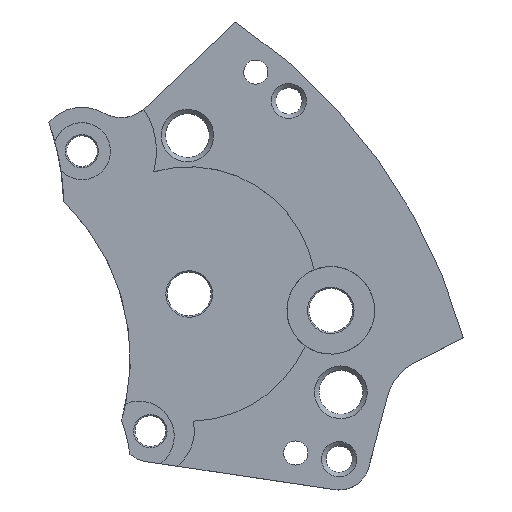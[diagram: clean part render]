
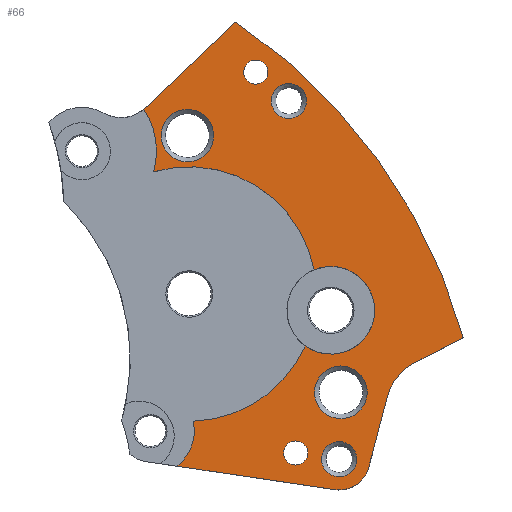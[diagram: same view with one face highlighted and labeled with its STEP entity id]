
A CAD part, top view. The second image highlights one B-rep face of the part: STEP entity #66.
In plain terms, the highlighted planar face has unit normal (0, 0, 1).
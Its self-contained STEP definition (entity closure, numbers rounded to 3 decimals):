
#66=ADVANCED_FACE('',(#219,#221,#223,#225,#227,#229,#231),#233,.T.);
#219=FACE_BOUND('',#220,.T.);
#220=EDGE_LOOP('',(#705,#706,#707,#708,#709,#710,#711,#712,#713,#714,#715,#716,#717,
#718));
#221=FACE_BOUND('',#222,.T.);
#222=EDGE_LOOP('',(#719));
#223=FACE_BOUND('',#224,.T.);
#224=EDGE_LOOP('',(#720));
#225=FACE_BOUND('',#226,.T.);
#226=EDGE_LOOP('',(#721));
#227=FACE_BOUND('',#228,.T.);
#228=EDGE_LOOP('',(#722));
#229=FACE_BOUND('',#230,.T.);
#230=EDGE_LOOP('',(#723));
#231=FACE_BOUND('',#232,.T.);
#232=EDGE_LOOP('',(#724));
#233=PLANE('',#234);
#234=AXIS2_PLACEMENT_3D('',#235,#236,#237);
#235=CARTESIAN_POINT('',(100.,-100.,0.95));
#236=DIRECTION('',(0.,0.,1.));
#237=DIRECTION('',(0.,1.,0.));
#705=ORIENTED_EDGE('',*,*,#940,.T.);
#706=ORIENTED_EDGE('',*,*,#941,.T.);
#707=ORIENTED_EDGE('',*,*,#942,.T.);
#708=ORIENTED_EDGE('',*,*,#943,.T.);
#709=ORIENTED_EDGE('',*,*,#916,.T.);
#710=ORIENTED_EDGE('',*,*,#914,.T.);
#711=ORIENTED_EDGE('',*,*,#944,.T.);
#712=ORIENTED_EDGE('',*,*,#945,.T.);
#713=ORIENTED_EDGE('',*,*,#946,.T.);
#714=ORIENTED_EDGE('',*,*,#947,.T.);
#715=ORIENTED_EDGE('',*,*,#948,.T.);
#716=ORIENTED_EDGE('',*,*,#949,.T.);
#717=ORIENTED_EDGE('',*,*,#950,.T.);
#718=ORIENTED_EDGE('',*,*,#951,.T.);
#719=ORIENTED_EDGE('',*,*,#952,.T.);
#720=ORIENTED_EDGE('',*,*,#953,.T.);
#721=ORIENTED_EDGE('',*,*,#907,.T.);
#722=ORIENTED_EDGE('',*,*,#954,.T.);
#723=ORIENTED_EDGE('',*,*,#955,.T.);
#724=ORIENTED_EDGE('',*,*,#956,.T.);
#907=EDGE_CURVE('',#1044,#1044,#1045,.F.);
#914=EDGE_CURVE('',#1058,#1056,#1059,.T.);
#916=EDGE_CURVE('',#1061,#1058,#1062,.T.);
#940=EDGE_CURVE('',#1102,#1103,#1104,.F.);
#941=EDGE_CURVE('',#1103,#1105,#1106,.F.);
#942=EDGE_CURVE('',#1105,#1107,#1108,.F.);
#943=EDGE_CURVE('',#1107,#1061,#1109,.F.);
#944=EDGE_CURVE('',#1056,#1110,#1111,.T.);
#945=EDGE_CURVE('',#1110,#1112,#1113,.T.);
#946=EDGE_CURVE('',#1112,#1114,#1115,.T.);
#947=EDGE_CURVE('',#1114,#1116,#1117,.T.);
#948=EDGE_CURVE('',#1116,#1118,#1119,.T.);
#949=EDGE_CURVE('',#1118,#1120,#1121,.T.);
#950=EDGE_CURVE('',#1120,#1122,#1123,.F.);
#951=EDGE_CURVE('',#1122,#1102,#1124,.F.);
#952=EDGE_CURVE('',#1125,#1125,#1126,.F.);
#953=EDGE_CURVE('',#1127,#1127,#1128,.F.);
#954=EDGE_CURVE('',#1129,#1129,#1130,.F.);
#955=EDGE_CURVE('',#1131,#1131,#1132,.F.);
#956=EDGE_CURVE('',#1133,#1133,#1134,.F.);
#1044=VERTEX_POINT('',#1299);
#1045=CIRCLE('',#1300,0.275);
#1056=VERTEX_POINT('',#1328);
#1058=VERTEX_POINT('',#1332);
#1059=CIRCLE('',#1333,0.7);
#1061=VERTEX_POINT('',#1340);
#1062=LINE('',#1341,#1342);
#1102=VERTEX_POINT('',#1448);
#1103=VERTEX_POINT('',#1449);
#1104=CIRCLE('',#1450,1.);
#1105=VERTEX_POINT('',#1454);
#1106=CIRCLE('',#1455,1.);
#1107=VERTEX_POINT('',#1459);
#1108=CIRCLE('',#1460,2.9);
#1109=CIRCLE('',#1464,1.);
#1110=VERTEX_POINT('',#1468);
#1111=LINE('',#1469,#1470);
#1112=VERTEX_POINT('',#1472);
#1113=CIRCLE('',#1473,1.2);
#1114=VERTEX_POINT('',#1477);
#1115=LINE('',#1478,#1479);
#1116=VERTEX_POINT('',#1481);
#1117=CIRCLE('',#1482,12.75);
#1118=VERTEX_POINT('',#1486);
#1119=LINE('',#1487,#1488);
#1120=VERTEX_POINT('',#1490);
#1121=CIRCLE('',#1491,0.8);
#1122=VERTEX_POINT('',#1495);
#1123=CIRCLE('',#1496,1.7);
#1124=CIRCLE('',#1500,2.9);
#1125=VERTEX_POINT('',#1504);
#1126=CIRCLE('',#1505,0.4);
#1127=VERTEX_POINT('',#1509);
#1128=CIRCLE('',#1510,0.6);
#1129=VERTEX_POINT('',#1514);
#1130=CIRCLE('',#1515,0.275);
#1131=VERTEX_POINT('',#1519);
#1132=CIRCLE('',#1520,0.6);
#1133=VERTEX_POINT('',#1524);
#1134=CIRCLE('',#1525,0.4);
#1299=CARTESIAN_POINT('',(8.47,1.041,0.95));
#1300=AXIS2_PLACEMENT_3D('',#1301,#1302,#1303);
#1301=CARTESIAN_POINT('',(8.47,0.766,0.95));
#1302=DIRECTION('',(0.,0.,1.));
#1303=DIRECTION('',(0.,1.,0.));
#1328=CARTESIAN_POINT('',(10.137,0.446,0.95));
#1332=CARTESIAN_POINT('',(9.357,-0.068,0.95));
#1333=AXIS2_PLACEMENT_3D('',#1334,#1335,#1336);
#1334=CARTESIAN_POINT('',(9.46,0.624,0.95));
#1335=DIRECTION('',(0.,0.,1.));
#1336=DIRECTION('',(-0.147,-0.989,0.));
#1340=CARTESIAN_POINT('',(5.76,0.467,0.95));
#1341=CARTESIAN_POINT('',(5.76,0.467,0.95));
#1342=VECTOR('',#1343,1.);
#1343=DIRECTION('',(0.989,-0.147,0.));
#1448=CARTESIAN_POINT('',(8.888,4.943,0.95));
#1449=CARTESIAN_POINT('',(9.27,5.019,0.95));
#1450=AXIS2_PLACEMENT_3D('',#1451,#1452,#1453);
#1451=CARTESIAN_POINT('',(9.27,4.019,0.95));
#1452=DIRECTION('',(0.,0.,1.));
#1453=DIRECTION('',(0.,1.,0.));
#1454=CARTESIAN_POINT('',(8.688,3.206,0.95));
#1455=AXIS2_PLACEMENT_3D('',#1456,#1457,#1458);
#1456=CARTESIAN_POINT('',(9.27,4.019,0.95));
#1457=DIRECTION('',(0.,0.,1.));
#1458=DIRECTION('',(-0.582,-0.813,0.));
#1459=CARTESIAN_POINT('',(6.131,1.492,0.95));
#1460=AXIS2_PLACEMENT_3D('',#1461,#1462,#1463);
#1461=CARTESIAN_POINT('',(6.041,4.391,0.95));
#1462=DIRECTION('',(0.,0.,1.));
#1463=DIRECTION('',(0.031,-1.,0.));
#1464=AXIS2_PLACEMENT_3D('',#1465,#1466,#1467);
#1465=CARTESIAN_POINT('',(5.157,1.264,0.95));
#1466=DIRECTION('',(0.,0.,1.));
#1467=DIRECTION('',(0.603,-0.797,0.));
#1468=CARTESIAN_POINT('',(10.559,2.055,0.95));
#1469=CARTESIAN_POINT('',(10.137,0.446,0.95));
#1470=VECTOR('',#1471,1.);
#1471=DIRECTION('',(0.254,0.967,0.));
#1472=CARTESIAN_POINT('',(11.165,2.814,0.95));
#1473=AXIS2_PLACEMENT_3D('',#1474,#1475,#1476);
#1474=CARTESIAN_POINT('',(11.72,1.75,0.95));
#1475=DIRECTION('',(0.,0.,-1.));
#1476=DIRECTION('',(-0.967,0.254,0.));
#1477=CARTESIAN_POINT('',(12.288,3.4,0.95));
#1478=CARTESIAN_POINT('',(11.165,2.814,0.95));
#1479=VECTOR('',#1480,1.);
#1480=DIRECTION('',(0.887,0.463,0.));
#1481=CARTESIAN_POINT('',(7.1,10.59,0.95));
#1482=AXIS2_PLACEMENT_3D('',#1483,#1484,#1485);
#1483=CARTESIAN_POINT('',(0.,0.,0.95));
#1484=DIRECTION('',(0.,0.,1.));
#1485=DIRECTION('',(0.964,0.267,0.));
#1486=CARTESIAN_POINT('',(5.038,8.631,0.95));
#1487=CARTESIAN_POINT('',(7.1,10.59,0.95));
#1488=VECTOR('',#1489,1.);
#1489=DIRECTION('',(-0.725,-0.689,0.));
#1490=CARTESIAN_POINT('',(5.004,8.6,0.95));
#1491=AXIS2_PLACEMENT_3D('',#1492,#1493,#1494);
#1492=CARTESIAN_POINT('',(4.487,9.211,0.95));
#1493=DIRECTION('',(0.,0.,-1.));
#1494=DIRECTION('',(0.689,-0.725,0.));
#1495=CARTESIAN_POINT('',(5.231,7.175,0.95));
#1496=AXIS2_PLACEMENT_3D('',#1497,#1498,#1499);
#1497=CARTESIAN_POINT('',(3.597,7.646,0.95));
#1498=DIRECTION('',(0.,0.,1.));
#1499=DIRECTION('',(0.961,-0.277,0.));
#1500=AXIS2_PLACEMENT_3D('',#1501,#1502,#1503);
#1501=CARTESIAN_POINT('',(6.041,4.391,0.95));
#1502=DIRECTION('',(0.,0.,1.));
#1503=DIRECTION('',(0.982,0.19,0.));
#1504=CARTESIAN_POINT('',(9.46,1.024,0.95));
#1505=AXIS2_PLACEMENT_3D('',#1506,#1507,#1508);
#1506=CARTESIAN_POINT('',(9.46,0.624,0.95));
#1507=DIRECTION('',(0.,0.,1.));
#1508=DIRECTION('',(0.,1.,0.));
#1509=CARTESIAN_POINT('',(9.5,2.75,0.95));
#1510=AXIS2_PLACEMENT_3D('',#1511,#1512,#1513);
#1511=CARTESIAN_POINT('',(9.5,2.15,0.95));
#1512=DIRECTION('',(0.,0.,1.));
#1513=DIRECTION('',(0.,1.,0.));
#1514=CARTESIAN_POINT('',(7.559,9.723,0.95));
#1515=AXIS2_PLACEMENT_3D('',#1516,#1517,#1518);
#1516=CARTESIAN_POINT('',(7.559,9.448,0.95));
#1517=DIRECTION('',(0.,0.,1.));
#1518=DIRECTION('',(0.,1.,0.));
#1519=CARTESIAN_POINT('',(6.,8.6,0.95));
#1520=AXIS2_PLACEMENT_3D('',#1521,#1522,#1523);
#1521=CARTESIAN_POINT('',(6.,8.,0.95));
#1522=DIRECTION('',(0.,0.,1.));
#1523=DIRECTION('',(0.,1.,0.));
#1524=CARTESIAN_POINT('',(8.314,9.19,0.95));
#1525=AXIS2_PLACEMENT_3D('',#1526,#1527,#1528);
#1526=CARTESIAN_POINT('',(8.314,8.79,0.95));
#1527=DIRECTION('',(0.,0.,1.));
#1528=DIRECTION('',(0.,1.,0.));
